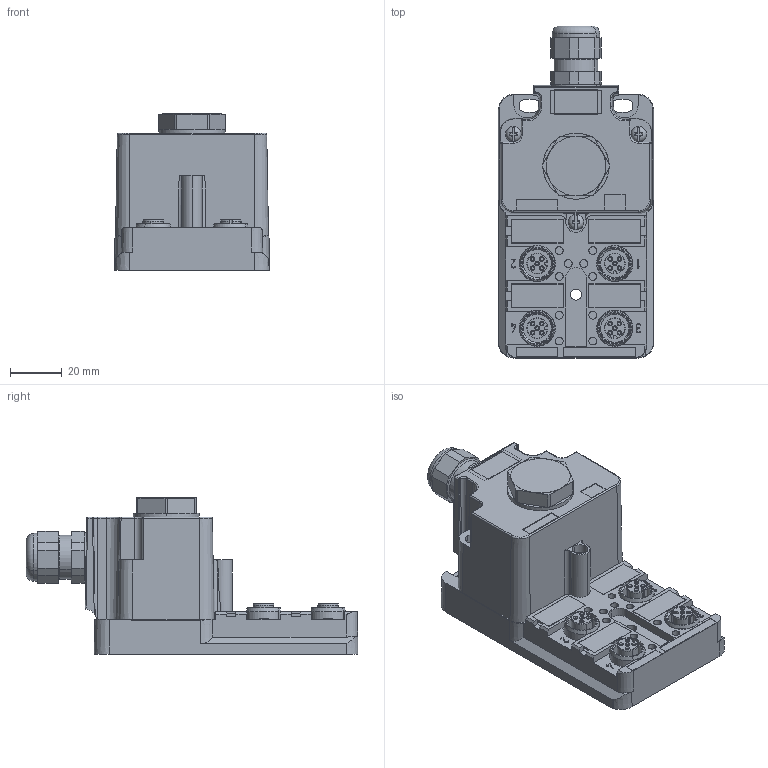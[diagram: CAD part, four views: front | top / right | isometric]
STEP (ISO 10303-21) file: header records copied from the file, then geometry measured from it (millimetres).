
FILE_DESCRIPTION(('CATIA V5 STEP Exchange','CAx-IF Rec.Pracs.--- Model Styling and Organization---1.4--- 2014-01-23'),'2;1');
FILE_NAME ('1906938-2_0', '2024-04-15T10:35:27+00:00', ('none'), ('Weidmueller'), 'CATIA Version 5-6 Release 2016 SP3 HF44', 'CATIA V5 STEP AP214', 'none');
FILE_SCHEMA(('AUTOMOTIVE_DESIGN { 1 0 10303 214 1 1 1 1 }'));
Length unit declared in the file: millimetre
Products named in the file (1): 2943800000
Bounding box: 60 x 128.33 x 60.5 mm (x, y, z)
Volume: 133445.5 mm3; surface area: 59339 mm2
Topology: 21 solids, 22 shells, 1403 faces, 3548 edges, 2262 vertices
Faces by surface type: plane 660, cylinder 465, cone 178, torus 88, bspline 8, sphere 4
Entity records: 39677 total; most frequent: CARTESIAN_POINT 8311, ORIENTED_EDGE 7080, DIRECTION 5134, EDGE_CURVE 3540, AXIS2_PLACEMENT_3D 2289, VERTEX_POINT 2262, VECTOR 1912, LINE 1912
